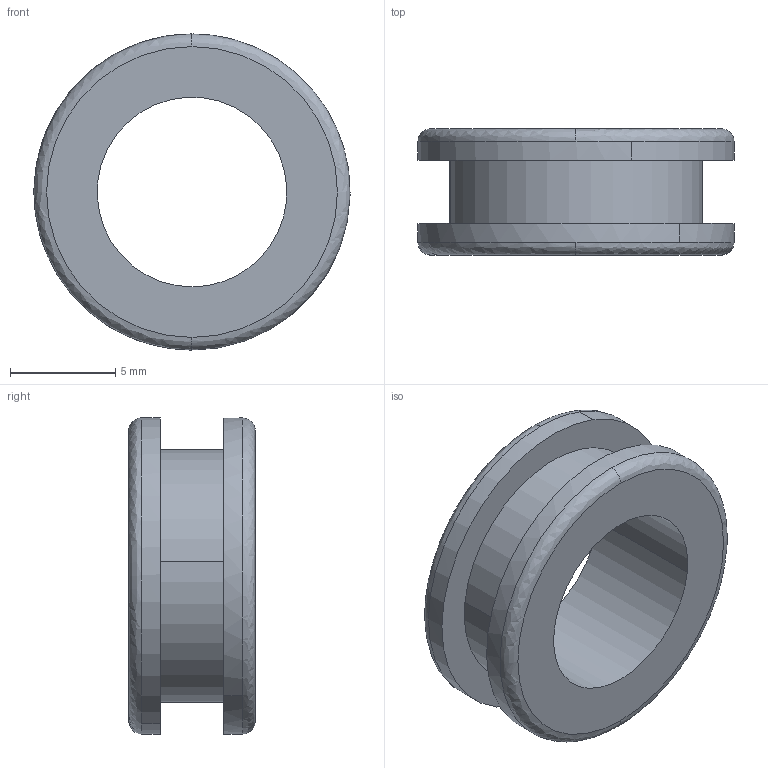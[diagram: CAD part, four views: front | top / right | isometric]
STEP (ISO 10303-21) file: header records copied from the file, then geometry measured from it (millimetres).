
FILE_DESCRIPTION( (''), '2;1');
FILE_NAME ('PC14.7972.TM_NG_79_F_CRUL_29449.stp','2019-12-12T16:35:56',(''),(''),'spGate 15.6.1','','');
FILE_SCHEMA (('AUTOMOTIVE_DESIGN'));
Length unit declared in the file: millimetre
Bounding box: 15 x 6 x 15 mm (x, y, z)
Volume: 480.7 mm3; surface area: 753.1 mm2
Topology: 1 solids, 1 shells, 16 faces, 46 edges, 34 vertices
Faces by surface type: cylinder 8, plane 4, bspline 4
Entity records: 1005 total; most frequent: CARTESIAN_POINT 210, DIRECTION 92, ORIENTED_EDGE 92, COLOUR_RGB 63, PRESENTATION_STYLE_ASSIGNMENT 63, STYLED_ITEM 63, AXIS2_PLACEMENT_3D 46, EDGE_CURVE 46
